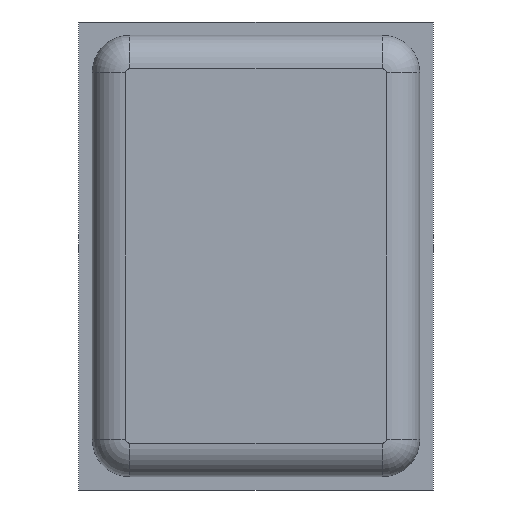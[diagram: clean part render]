
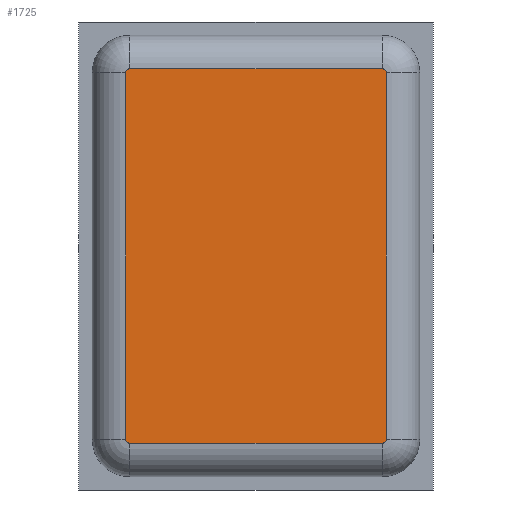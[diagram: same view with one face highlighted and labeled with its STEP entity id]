
A CAD part, front view. The second image highlights one B-rep face of the part: STEP entity #1725.
In plain terms, the highlighted planar face has unit normal (0, -1, 0).
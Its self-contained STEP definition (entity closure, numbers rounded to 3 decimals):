
#46 = CARTESIAN_POINT ( 'NONE',  ( -0.946, -0.726, 1.4 ) ) ;
#56 = ORIENTED_EDGE ( 'NONE', *, *, #640, .T. ) ;
#82 = VECTOR ( 'NONE', #1226, 1000. ) ;
#95 = VECTOR ( 'NONE', #2467, 1000. ) ;
#155 = LINE ( 'NONE', #3437, #82 ) ;
#175 = EDGE_CURVE ( 'NONE', #267, #496, #1245, .T. ) ;
#188 = AXIS2_PLACEMENT_3D ( 'NONE', #2390, #3470, #3280 ) ;
#245 = ORIENTED_EDGE ( 'NONE', *, *, #2376, .T. ) ;
#260 = ORIENTED_EDGE ( 'NONE', *, *, #1589, .T. ) ;
#267 = VERTEX_POINT ( 'NONE', #3402 ) ;
#428 = CIRCLE ( 'NONE', #1424, 0.029 ) ;
#456 = CARTESIAN_POINT ( 'NONE',  ( -0.946, -0.726, -1.4 ) ) ;
#496 = VERTEX_POINT ( 'NONE', #46 ) ;
#525 = DIRECTION ( 'NONE',  ( 0., -1., 0. ) ) ;
#527 = VECTOR ( 'NONE', #638, 1000. ) ;
#577 = DIRECTION ( 'NONE',  ( 0., -1., 0. ) ) ;
#597 = CARTESIAN_POINT ( 'NONE',  ( 0.975, -0.726, 1.371 ) ) ;
#638 = DIRECTION ( 'NONE',  ( -1., 0., 0. ) ) ;
#640 = EDGE_CURVE ( 'NONE', #1610, #1550, #155, .T. ) ;
#765 = DIRECTION ( 'NONE',  ( 0., -1., 0. ) ) ;
#927 = DIRECTION ( 'NONE',  ( 0., 0., -1. ) ) ;
#931 = VERTEX_POINT ( 'NONE', #1727 ) ;
#983 = CARTESIAN_POINT ( 'NONE',  ( -0.946, -0.726, 1.4 ) ) ;
#986 = CIRCLE ( 'NONE', #1153, 0.029 ) ;
#991 = DIRECTION ( 'NONE',  ( 0., 0., -1. ) ) ;
#1142 = CARTESIAN_POINT ( 'NONE',  ( 0.946, -0.726, -1.371 ) ) ;
#1153 = AXIS2_PLACEMENT_3D ( 'NONE', #2341, #3427, #991 ) ;
#1226 = DIRECTION ( 'NONE',  ( 0., 0., -1. ) ) ;
#1245 = LINE ( 'NONE', #983, #527 ) ;
#1424 = AXIS2_PLACEMENT_3D ( 'NONE', #2190, #525, #2205 ) ;
#1517 = ORIENTED_EDGE ( 'NONE', *, *, #3218, .T. ) ;
#1550 = VERTEX_POINT ( 'NONE', #2441 ) ;
#1561 = VERTEX_POINT ( 'NONE', #2733 ) ;
#1589 = EDGE_CURVE ( 'NONE', #1651, #267, #428, .T. ) ;
#1590 = ORIENTED_EDGE ( 'NONE', *, *, #175, .T. ) ;
#1610 = VERTEX_POINT ( 'NONE', #3303 ) ;
#1651 = VERTEX_POINT ( 'NONE', #597 ) ;
#1662 = AXIS2_PLACEMENT_3D ( 'NONE', #1142, #577, #927 ) ;
#1725 = ADVANCED_FACE ( 'NONE', ( #3181 ), #2882, .T. ) ;
#1727 = CARTESIAN_POINT ( 'NONE',  ( 0.975, -0.726, -1.371 ) ) ;
#1854 = EDGE_CURVE ( 'NONE', #1561, #931, #2799, .T. ) ;
#1885 = EDGE_CURVE ( 'NONE', #931, #1651, #2782, .T. ) ;
#2190 = CARTESIAN_POINT ( 'NONE',  ( 0.946, -0.726, 1.371 ) ) ;
#2202 = AXIS2_PLACEMENT_3D ( 'NONE', #3226, #765, #2872 ) ;
#2205 = DIRECTION ( 'NONE',  ( 0., 0., -1. ) ) ;
#2341 = CARTESIAN_POINT ( 'NONE',  ( -0.946, -0.726, 1.371 ) ) ;
#2376 = EDGE_CURVE ( 'NONE', #3311, #1561, #2432, .T. ) ;
#2390 = CARTESIAN_POINT ( 'NONE',  ( 0.946, -0.726, -1.371 ) ) ;
#2426 = ORIENTED_EDGE ( 'NONE', *, *, #3336, .T. ) ;
#2432 = LINE ( 'NONE', #2967, #95 ) ;
#2441 = CARTESIAN_POINT ( 'NONE',  ( -0.975, -0.726, -1.371 ) ) ;
#2448 = ORIENTED_EDGE ( 'NONE', *, *, #1885, .T. ) ;
#2467 = DIRECTION ( 'NONE',  ( 1., 0., 0. ) ) ;
#2495 = ORIENTED_EDGE ( 'NONE', *, *, #1854, .T. ) ;
#2623 = CARTESIAN_POINT ( 'NONE',  ( 0.975, -0.726, 1.371 ) ) ;
#2733 = CARTESIAN_POINT ( 'NONE',  ( 0.946, -0.726, -1.4 ) ) ;
#2782 = LINE ( 'NONE', #2623, #3088 ) ;
#2799 = CIRCLE ( 'NONE', #1662, 0.029 ) ;
#2872 = DIRECTION ( 'NONE',  ( 0., 0., -1. ) ) ;
#2882 = PLANE ( 'NONE',  #188 ) ;
#2967 = CARTESIAN_POINT ( 'NONE',  ( 0.946, -0.726, -1.4 ) ) ;
#3088 = VECTOR ( 'NONE', #3475, 1000. ) ;
#3175 = EDGE_LOOP ( 'NONE', ( #2426, #245, #2495, #2448, #260, #1590, #1517, #56 ) ) ;
#3181 = FACE_OUTER_BOUND ( 'NONE', #3175, .T. ) ;
#3218 = EDGE_CURVE ( 'NONE', #496, #1610, #986, .T. ) ;
#3226 = CARTESIAN_POINT ( 'NONE',  ( -0.946, -0.726, -1.371 ) ) ;
#3280 = DIRECTION ( 'NONE',  ( 0., 0., -1. ) ) ;
#3303 = CARTESIAN_POINT ( 'NONE',  ( -0.975, -0.726, 1.371 ) ) ;
#3311 = VERTEX_POINT ( 'NONE', #456 ) ;
#3336 = EDGE_CURVE ( 'NONE', #1550, #3311, #3344, .T. ) ;
#3344 = CIRCLE ( 'NONE', #2202, 0.029 ) ;
#3402 = CARTESIAN_POINT ( 'NONE',  ( 0.946, -0.726, 1.4 ) ) ;
#3427 = DIRECTION ( 'NONE',  ( 0., -1., 0. ) ) ;
#3437 = CARTESIAN_POINT ( 'NONE',  ( -0.975, -0.726, -1.371 ) ) ;
#3470 = DIRECTION ( 'NONE',  ( 0., -1., 0. ) ) ;
#3475 = DIRECTION ( 'NONE',  ( 0., 0., 1. ) ) ;
